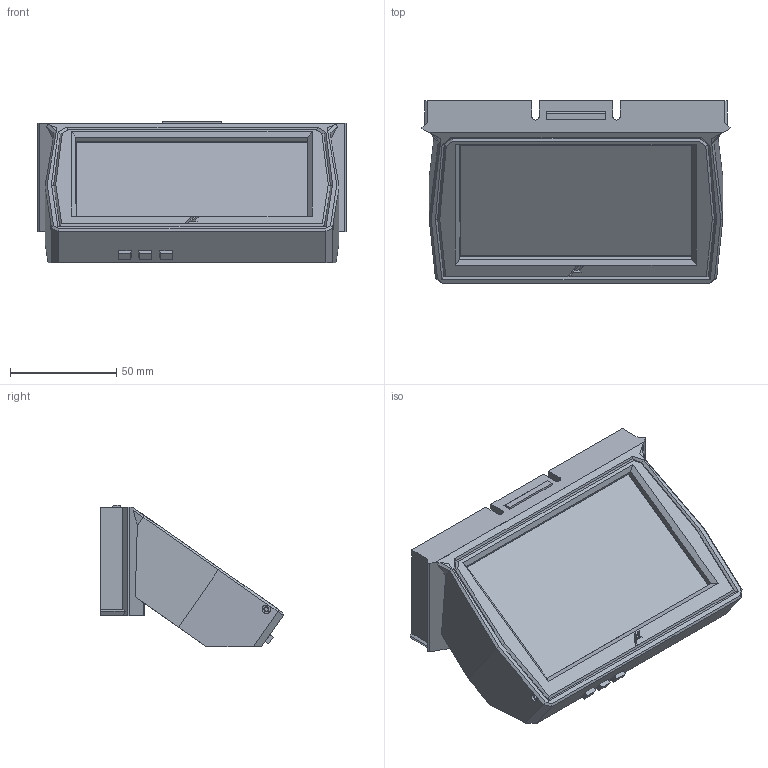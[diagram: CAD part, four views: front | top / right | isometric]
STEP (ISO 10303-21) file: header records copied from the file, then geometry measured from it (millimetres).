
FILE_DESCRIPTION(/* description */ ('','CAx-IF Rec.Pracs.---Representation and Presentation of Product Manufacturing Information (PMI)---4.0---2014-10-13'),/* implementation_level */ '2;1');
FILE_NAME(/* name */ 'BTT5Mount v37.step',/* time_stamp */ '2025-03-23T19:15:49-07:00',/* author */ (''),/* organization */ (''),/* preprocessor_version */ 'ST-DEVELOPER v20',/* originating_system */ 'Autodesk Translation Framework v13.20.0.188',/* authorisation */ '');
FILE_SCHEMA (('AP242_MANAGED_MODEL_BASED_3D_ENGINEERING_MIM_LF { 1 0 10303 442 1 1 4 }'));
Length unit declared in the file: millimetre
Products named in the file (7): BTT5Mount; Mount-SeperateButtons; BTT-HDMI5; BTT-HDMI5 (1); Buttons; Bezel; Mount
Assembly tree (6 placements, depth 4):
  BTT5Mount
    Mount-SeperateButtons
      BTT-HDMI5
        BTT-HDMI5 (1)
      Buttons
      Bezel
      Mount
Bounding box: 144.66 x 85.89 x 66.6 mm (x, y, z)
Volume: 171811.2 mm3; surface area: 63598.9 mm2
Topology: 6 solids, 7 shells, 382 faces, 986 edges, 642 vertices
Faces by surface type: plane 337, cylinder 45
Full cylindrical faces by diameter (mm): 1.5 x4, 1.8 x2, 2.4 x2, 2.75 x4, 4 x2, 22 x1
Entity records: 11700 total; most frequent: CARTESIAN_POINT 2024, ORIENTED_EDGE 1972, DIRECTION 1874, EDGE_CURVE 986, LINE 890, VECTOR 890, VERTEX_POINT 642, AXIS2_PLACEMENT_3D 492
